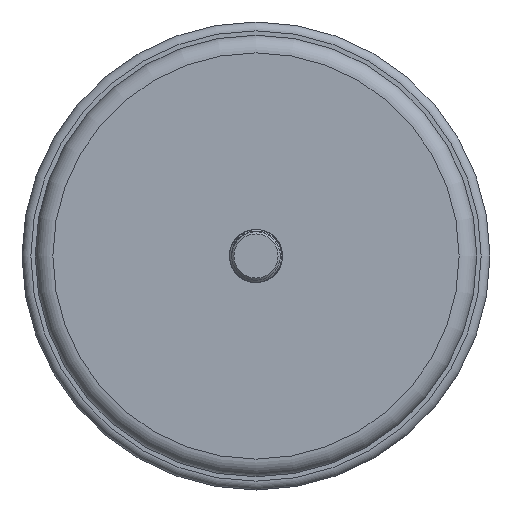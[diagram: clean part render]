
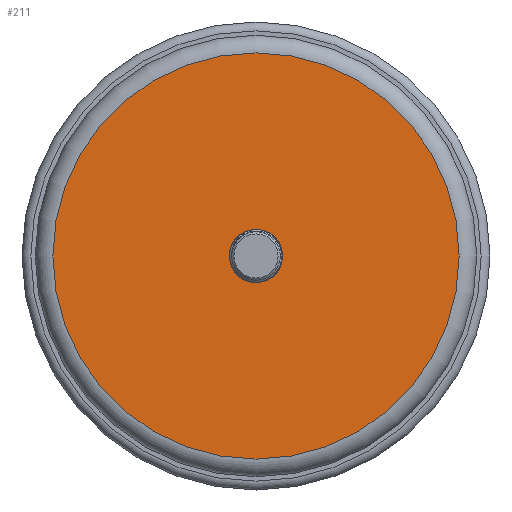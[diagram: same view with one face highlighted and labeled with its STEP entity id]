
A CAD part, front view. The second image highlights one B-rep face of the part: STEP entity #211.
In plain terms, the highlighted planar face has unit normal (0, -1, 0).
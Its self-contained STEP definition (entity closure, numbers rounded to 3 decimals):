
#211=ADVANCED_FACE('',(#6862,#6864),#6866,.T.);
#6862=FACE_BOUND('',#6863,.T.);
#6863=EDGE_LOOP('',(#9584));
#6864=FACE_BOUND('',#6865,.T.);
#6865=EDGE_LOOP('',(#9585,#9586));
#6866=PLANE('',#6867);
#6867=AXIS2_PLACEMENT_3D('',#6868,#6869,#6870);
#6868=CARTESIAN_POINT('',(0.,0.,0.));
#6869=DIRECTION('',(0.,-1.,0.));
#6870=DIRECTION('',(1.,0.,0.));
#9584=ORIENTED_EDGE('',*,*,#11226,.T.);
#9585=ORIENTED_EDGE('',*,*,#11227,.F.);
#9586=ORIENTED_EDGE('',*,*,#11228,.F.);
#11226=EDGE_CURVE('',#12087,#12087,#12088,.T.);
#11227=EDGE_CURVE('',#12089,#12090,#12091,.T.);
#11228=EDGE_CURVE('',#12090,#12089,#12092,.T.);
#12087=VERTEX_POINT('',#15533);
#12088=CIRCLE('',#15534,46.);
#12089=VERTEX_POINT('',#15538);
#12090=VERTEX_POINT('',#15539);
#12091=CIRCLE('',#15540,6.);
#12092=CIRCLE('',#15544,6.);
#15533=CARTESIAN_POINT('',(46.,0.,0.));
#15534=AXIS2_PLACEMENT_3D('',#15535,#15536,#15537);
#15535=CARTESIAN_POINT('',(0.,0.,0.));
#15536=DIRECTION('',(0.,-1.,0.));
#15537=DIRECTION('',(1.,0.,0.));
#15538=CARTESIAN_POINT('',(5.248,0.,-2.908));
#15539=CARTESIAN_POINT('',(6.,0.,0.));
#15540=AXIS2_PLACEMENT_3D('',#15541,#15542,#15543);
#15541=CARTESIAN_POINT('',(0.,0.,0.));
#15542=DIRECTION('',(0.,-1.,0.));
#15543=DIRECTION('',(0.875,0.,-0.485));
#15544=AXIS2_PLACEMENT_3D('',#15545,#15546,#15547);
#15545=CARTESIAN_POINT('',(0.,0.,0.));
#15546=DIRECTION('',(0.,-1.,0.));
#15547=DIRECTION('',(1.,0.,0.));
